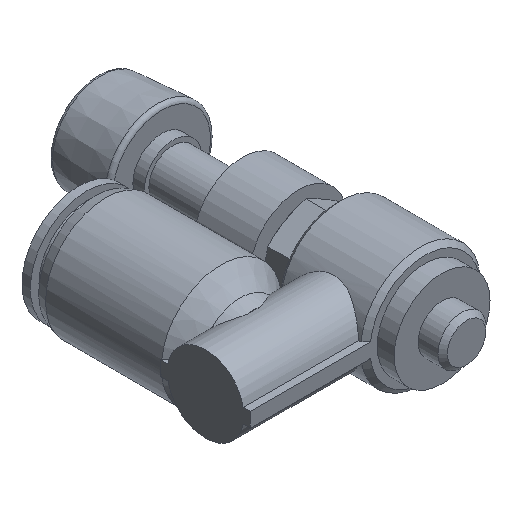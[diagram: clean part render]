
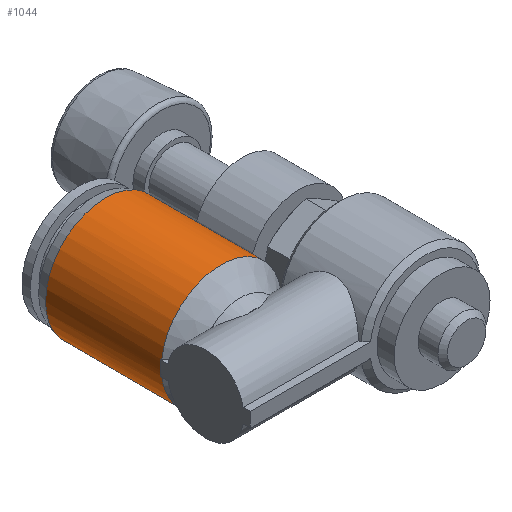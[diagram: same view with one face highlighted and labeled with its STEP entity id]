
A CAD part, isometric view. The second image highlights one B-rep face of the part: STEP entity #1044.
In plain terms, the highlighted cylindrical face has radius 6.25 mm (diameter 12.5 mm), a full revolution.
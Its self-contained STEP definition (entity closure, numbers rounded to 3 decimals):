
#32=CYLINDRICAL_SURFACE('',#1175,6.25);
#106=LINE('',#1516,#149);
#110=LINE('',#1530,#153);
#134=LINE('',#1870,#177);
#135=LINE('',#1877,#178);
#149=VECTOR('',#1223,1000.);
#153=VECTOR('',#1229,1000.);
#177=VECTOR('',#1403,1000.);
#178=VECTOR('',#1406,1000.);
#430=ORIENTED_EDGE('',*,*,#598,.T.);
#431=ORIENTED_EDGE('',*,*,#579,.F.);
#432=ORIENTED_EDGE('',*,*,#596,.F.);
#433=ORIENTED_EDGE('',*,*,#481,.F.);
#434=ORIENTED_EDGE('',*,*,#559,.F.);
#435=ORIENTED_EDGE('',*,*,#479,.F.);
#436=ORIENTED_EDGE('',*,*,#581,.F.);
#437=ORIENTED_EDGE('',*,*,#597,.F.);
#438=ORIENTED_EDGE('',*,*,#486,.F.);
#439=ORIENTED_EDGE('',*,*,#470,.F.);
#470=EDGE_CURVE('',#610,#611,#706,.T.);
#479=EDGE_CURVE('',#618,#620,#713,.T.);
#481=EDGE_CURVE('',#621,#622,#106,.T.);
#486=EDGE_CURVE('',#611,#626,#110,.T.);
#559=EDGE_CURVE('',#620,#621,#740,.T.);
#579=EDGE_CURVE('',#688,#610,#134,.F.);
#581=EDGE_CURVE('',#689,#618,#135,.F.);
#596=EDGE_CURVE('',#622,#688,#750,.T.);
#597=EDGE_CURVE('',#626,#689,#751,.T.);
#598=EDGE_CURVE('',#699,#699,#752,.T.);
#610=VERTEX_POINT('',#1492);
#611=VERTEX_POINT('',#1494);
#618=VERTEX_POINT('',#1510);
#620=VERTEX_POINT('',#1513);
#621=VERTEX_POINT('',#1517);
#622=VERTEX_POINT('',#1518);
#626=VERTEX_POINT('',#1531);
#688=VERTEX_POINT('',#1869);
#689=VERTEX_POINT('',#1876);
#699=VERTEX_POINT('',#1929);
#706=CIRCLE('',#1071,6.25);
#713=CIRCLE('',#1079,6.25);
#740=CIRCLE('',#1143,6.25);
#750=CIRCLE('',#1172,6.25);
#751=CIRCLE('',#1174,6.25);
#752=CIRCLE('',#1176,6.25);
#836=EDGE_LOOP('',(#430));
#837=EDGE_LOOP('',(#431,#432,#433,#434,#435,#436,#437,#438,#439));
#933=FACE_BOUND('',#836,.T.);
#934=FACE_BOUND('',#837,.T.);
#1044=ADVANCED_FACE('',(#933,#934),#32,.T.);
#1071=AXIS2_PLACEMENT_3D('',#1493,#1200,#1201);
#1079=AXIS2_PLACEMENT_3D('',#1512,#1218,#1219);
#1143=AXIS2_PLACEMENT_3D('',#1790,#1367,#1368);
#1172=AXIS2_PLACEMENT_3D('',#1924,#1440,#1441);
#1174=AXIS2_PLACEMENT_3D('',#1926,#1444,#1445);
#1175=AXIS2_PLACEMENT_3D('',#1927,#1446,#1447);
#1176=AXIS2_PLACEMENT_3D('',#1928,#1448,#1449);
#1200=DIRECTION('',(0.,-1.,0.));
#1201=DIRECTION('',(0.,0.,-1.));
#1218=DIRECTION('',(0.,-1.,0.));
#1219=DIRECTION('',(0.,0.,-1.));
#1223=DIRECTION('',(0.,-1.,0.));
#1229=DIRECTION('',(0.,-1.,0.));
#1367=DIRECTION('',(0.,-1.,0.));
#1368=DIRECTION('',(0.,0.,-1.));
#1403=DIRECTION('',(0.,-1.,0.));
#1406=DIRECTION('',(0.,-1.,0.));
#1440=DIRECTION('',(0.,-1.,0.));
#1441=DIRECTION('',(0.,0.,-1.));
#1444=DIRECTION('',(0.,-1.,0.));
#1445=DIRECTION('',(0.,0.,-1.));
#1446=DIRECTION('',(0.,-1.,0.));
#1447=DIRECTION('',(0.,0.,-1.));
#1448=DIRECTION('',(0.,-1.,0.));
#1449=DIRECTION('',(0.,0.,-1.));
#1492=CARTESIAN_POINT('',(-5.796,4.668,-0.759));
#1493=CARTESIAN_POINT('',(-12.,4.668,0.));
#1494=CARTESIAN_POINT('',(-5.796,4.668,0.759));
#1510=CARTESIAN_POINT('',(-18.204,4.668,0.759));
#1512=CARTESIAN_POINT('',(-12.,4.668,0.));
#1513=CARTESIAN_POINT('',(-18.25,4.668,0.));
#1516=CARTESIAN_POINT('',(-18.204,0.,-0.759));
#1517=CARTESIAN_POINT('',(-18.204,4.668,-0.759));
#1518=CARTESIAN_POINT('',(-18.204,4.62,-0.759));
#1530=CARTESIAN_POINT('',(-5.796,0.,0.759));
#1531=CARTESIAN_POINT('',(-5.796,4.62,0.759));
#1790=CARTESIAN_POINT('',(-12.,4.668,0.));
#1869=CARTESIAN_POINT('',(-5.796,4.62,-0.759));
#1870=CARTESIAN_POINT('',(-5.796,0.,-0.759));
#1876=CARTESIAN_POINT('',(-18.204,4.62,0.759));
#1877=CARTESIAN_POINT('',(-18.204,0.,0.759));
#1924=CARTESIAN_POINT('',(-12.,4.62,0.));
#1926=CARTESIAN_POINT('',(-12.,4.62,0.));
#1927=CARTESIAN_POINT('',(-12.,0.,0.));
#1928=CARTESIAN_POINT('',(-12.,16.689,0.));
#1929=CARTESIAN_POINT('',(-12.,16.689,-6.25));
